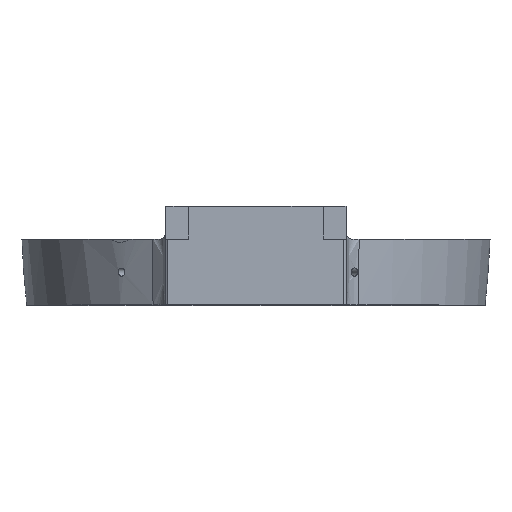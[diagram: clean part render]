
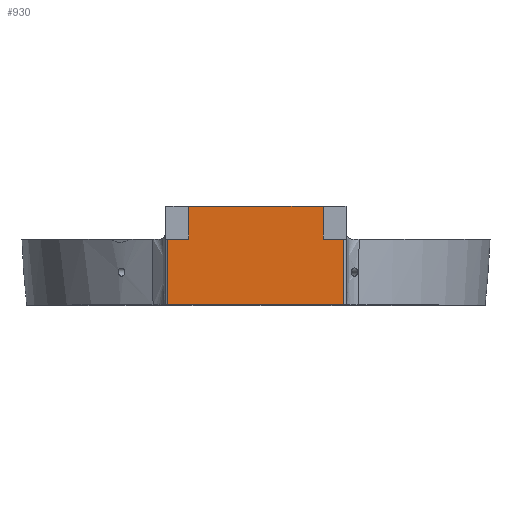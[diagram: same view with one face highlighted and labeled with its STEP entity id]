
A CAD part, top view. The second image highlights one B-rep face of the part: STEP entity #930.
In plain terms, the highlighted planar face has unit normal (0, 0, 1).
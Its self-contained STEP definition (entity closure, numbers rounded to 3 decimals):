
#81=LINE('',#2008,#132);
#87=LINE('',#2022,#138);
#92=LINE('',#2085,#143);
#93=LINE('',#2087,#144);
#94=LINE('',#2125,#145);
#99=LINE('',#2134,#150);
#102=LINE('',#2139,#153);
#106=LINE('',#2159,#157);
#132=VECTOR('',#1144,20.);
#138=VECTOR('',#1154,41.);
#143=VECTOR('',#1175,20.);
#144=VECTOR('',#1178,53.694);
#145=VECTOR('',#1183,10.);
#150=VECTOR('',#1190,10.);
#153=VECTOR('',#1195,6.379);
#157=VECTOR('',#1221,6.315);
#183=PLANE('',#1014);
#274=FACE_OUTER_BOUND('',#359,.T.);
#359=EDGE_LOOP('',(#844,#845,#846,#847,#848,#849,#850,#851));
#462=VERTEX_POINT('',#1997);
#467=VERTEX_POINT('',#2006);
#472=VERTEX_POINT('',#2019);
#473=VERTEX_POINT('',#2021);
#481=VERTEX_POINT('',#2081);
#482=VERTEX_POINT('',#2083);
#484=VERTEX_POINT('',#2124);
#487=VERTEX_POINT('',#2132);
#573=EDGE_CURVE('',#467,#462,#81,.T.);
#580=EDGE_CURVE('',#472,#473,#87,.T.);
#594=EDGE_CURVE('',#482,#481,#92,.T.);
#595=EDGE_CURVE('',#462,#482,#93,.T.);
#598=EDGE_CURVE('',#484,#473,#94,.T.);
#603=EDGE_CURVE('',#487,#472,#99,.T.);
#606=EDGE_CURVE('',#487,#481,#102,.T.);
#614=EDGE_CURVE('',#467,#484,#106,.T.);
#844=ORIENTED_EDGE('',*,*,#573,.F.);
#845=ORIENTED_EDGE('',*,*,#614,.T.);
#846=ORIENTED_EDGE('',*,*,#598,.T.);
#847=ORIENTED_EDGE('',*,*,#580,.F.);
#848=ORIENTED_EDGE('',*,*,#603,.F.);
#849=ORIENTED_EDGE('',*,*,#606,.T.);
#850=ORIENTED_EDGE('',*,*,#594,.F.);
#851=ORIENTED_EDGE('',*,*,#595,.F.);
#930=ADVANCED_FACE('',(#274),#183,.T.);
#1014=AXIS2_PLACEMENT_3D('',#2164,#1229,#1230);
#1144=DIRECTION('',(0.,-1.,0.));
#1154=DIRECTION('',(1.,0.,0.));
#1175=DIRECTION('',(0.,1.,0.));
#1178=DIRECTION('',(-1.,0.,0.));
#1183=DIRECTION('',(0.,1.,0.));
#1190=DIRECTION('',(0.,1.,0.));
#1195=DIRECTION('',(-1.,0.,0.));
#1221=DIRECTION('',(-1.,0.,0.));
#1229=DIRECTION('center_axis',(0.,0.,1.));
#1230=DIRECTION('ref_axis',(-1.,0.,0.));
#1997=CARTESIAN_POINT('',(26.795,0.,71.5));
#2006=CARTESIAN_POINT('',(26.795,20.,71.5));
#2008=CARTESIAN_POINT('',(26.795,20.,71.5));
#2019=CARTESIAN_POINT('',(-20.52,30.,71.5));
#2021=CARTESIAN_POINT('',(20.48,30.,71.5));
#2022=CARTESIAN_POINT('',(10.233,30.,71.5));
#2081=CARTESIAN_POINT('',(-26.899,20.,71.5));
#2083=CARTESIAN_POINT('',(-26.899,0.,71.5));
#2085=CARTESIAN_POINT('',(-26.899,20.,71.5));
#2087=CARTESIAN_POINT('',(-27.5,0.,71.5));
#2124=CARTESIAN_POINT('',(20.48,20.,71.5));
#2125=CARTESIAN_POINT('',(20.48,20.,71.5));
#2132=CARTESIAN_POINT('',(-20.52,20.,71.5));
#2134=CARTESIAN_POINT('',(-20.52,20.,71.5));
#2139=CARTESIAN_POINT('',(0.,20.,71.5));
#2159=CARTESIAN_POINT('',(0.,20.,71.5));
#2164=CARTESIAN_POINT('Origin',(27.5,20.,71.5));
